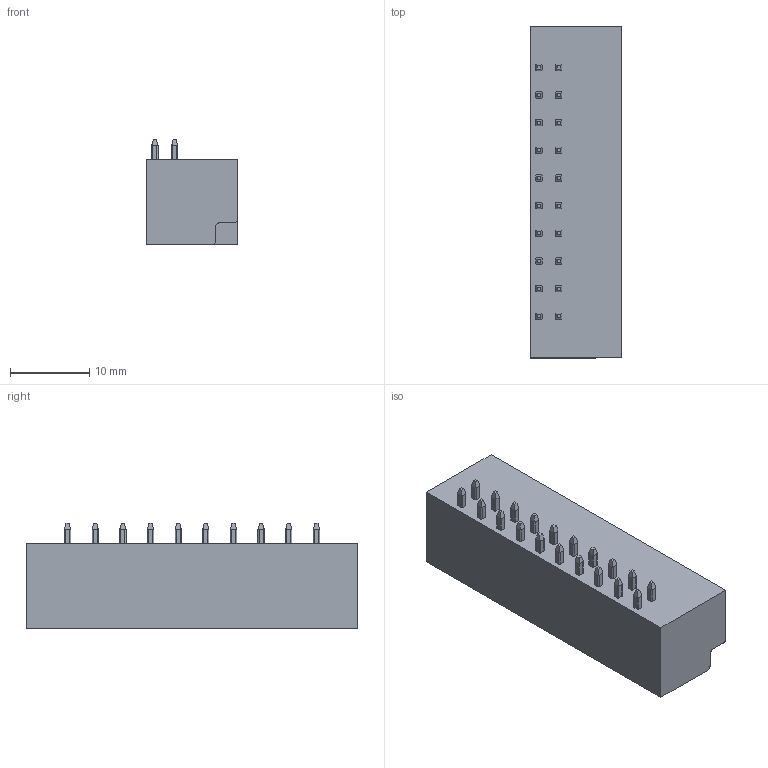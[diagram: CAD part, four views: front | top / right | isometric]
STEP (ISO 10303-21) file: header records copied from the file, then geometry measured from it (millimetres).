
FILE_DESCRIPTION((''),'2;1');
FILE_NAME('1111','2024-11-16T08:09:04',('tluser'),(''),'CREO PARAMETRIC BY PTC INC, 2018100','CREO PARAMETRIC BY PTC INC, 2018100','');
FILE_SCHEMA(('CONFIG_CONTROL_DESIGN'));
Length unit declared in the file: millimetre
Products named in the file (1): 1111
Bounding box: 11.6 x 42 x 13.4 mm (x, y, z)
Volume: 3838.5 mm3; surface area: 3683.3 mm2
Topology: 1 solids, 1 shells, 889 faces, 2526 edges, 1684 vertices
Faces by surface type: plane 577, cylinder 242, extrusion 70
Entity records: 29694 total; most frequent: CARTESIAN_POINT 6941, ORIENTED_EDGE 5052, DIRECTION 4198, EDGE_CURVE 2526, VECTOR 1812, LINE 1742, VERTEX_POINT 1684, AXIS2_PLACEMENT_3D 1193
